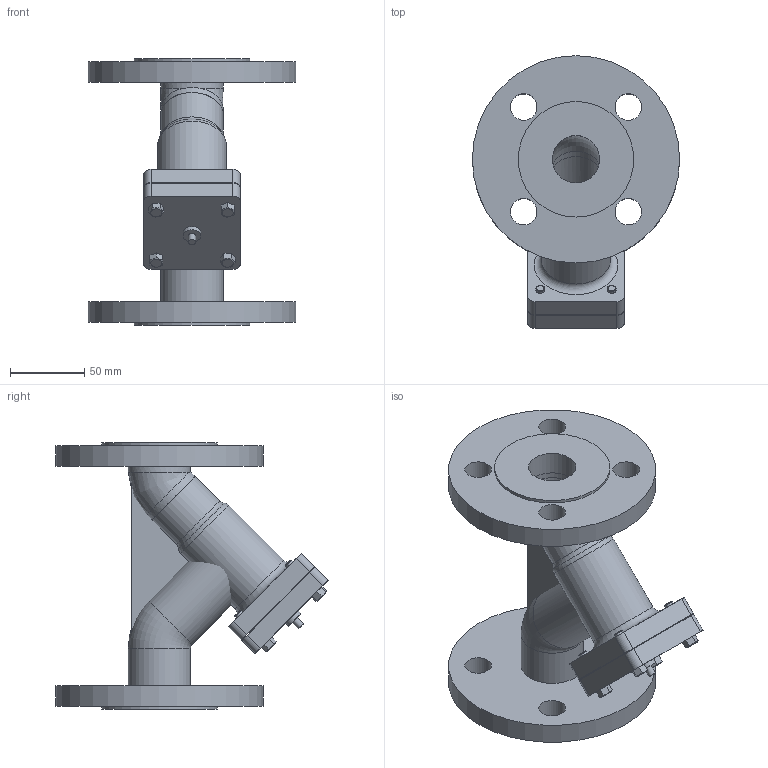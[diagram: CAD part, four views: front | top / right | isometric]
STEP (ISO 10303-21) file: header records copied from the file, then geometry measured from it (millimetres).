
FILE_DESCRIPTION(/* description */ ('STRAINER VM 6325 DN32'),/* implementation_level */ '2;1');
FILE_NAME(/* name */ 'STRAINER VM 6325 DN32.stp',/* time_stamp */ '2020-04-07T16:12:35+06:00',/* author */ ('rahul_marsute'),/* organization */ (''),/* preprocessor_version */ 'ST-DEVELOPER v18',/* originating_system */ 'Autodesk Inventor 2020',/* authorisation */ '');
FILE_SCHEMA (('AUTOMOTIVE_DESIGN { 1 0 10303 214 3 1 1 }'));
Length unit declared in the file: millimetre
Products named in the file (1): STRAINER VM 6325 DN32
Bounding box: 140 x 184 x 180 mm (x, y, z)
Volume: 664658.2 mm3; surface area: 153884.4 mm2
Topology: 3 solids, 3 shells, 126 faces, 349 edges, 240 vertices
Faces by surface type: plane 68, cylinder 43, cone 8, torus 6, bspline 1
Full cylindrical faces by diameter (mm): 5 x1, 6 x4, 12 x1, 18 x8, 32 x8, 42 x4, 46.5 x1, 78 x2, 140 x2
Entity records: 4338 total; most frequent: CARTESIAN_POINT 940, DIRECTION 720, ORIENTED_EDGE 694, EDGE_CURVE 347, AXIS2_PLACEMENT_3D 278, VERTEX_POINT 240, EDGE_LOOP 165, LINE 164
